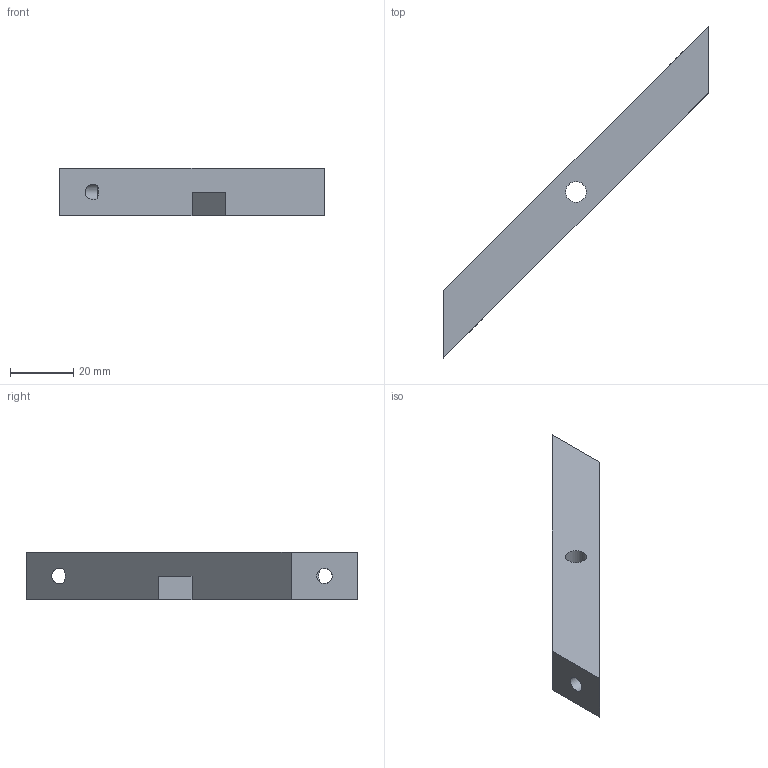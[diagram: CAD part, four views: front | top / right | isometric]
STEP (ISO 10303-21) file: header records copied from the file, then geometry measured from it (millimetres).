
FILE_DESCRIPTION(/* description */ (''),/* implementation_level */ '2;1');
FILE_NAME(/* name */ 'FAB-OX0026-CameraSupportCrossBrace.stp',/* time_stamp */ '2020-02-10T11:59:20+00:00',/* author */ ('whgu0532'),/* organization */ (''),/* preprocessor_version */ 'ST-DEVELOPER v18',/* originating_system */ 'Autodesk Inventor 2020',/* authorisation */ '');
FILE_SCHEMA (('AUTOMOTIVE_DESIGN { 1 0 10303 214 3 1 1 }'));
Length unit declared in the file: millimetre
Products named in the file (1): FAB-OX0026-CameraSupportCrossBrace
Bounding box: 84 x 105.21 x 15 mm (x, y, z)
Volume: 24383.4 mm3; surface area: 8090.6 mm2
Topology: 1 solids, 1 shells, 15 faces, 41 edges, 28 vertices
Faces by surface type: plane 10, cylinder 3, cone 2
Full cylindrical faces by diameter (mm): 4.917 x2, 6.6 x1
Entity records: 534 total; most frequent: CARTESIAN_POINT 89, DIRECTION 83, ORIENTED_EDGE 82, EDGE_CURVE 41, VERTEX_POINT 28, AXIS2_PLACEMENT_3D 28, LINE 27, VECTOR 27
